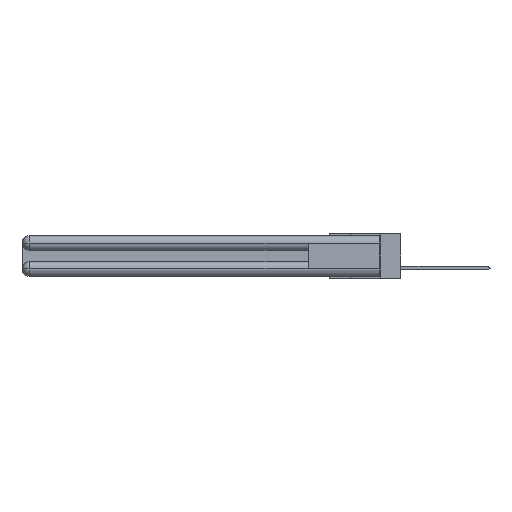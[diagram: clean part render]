
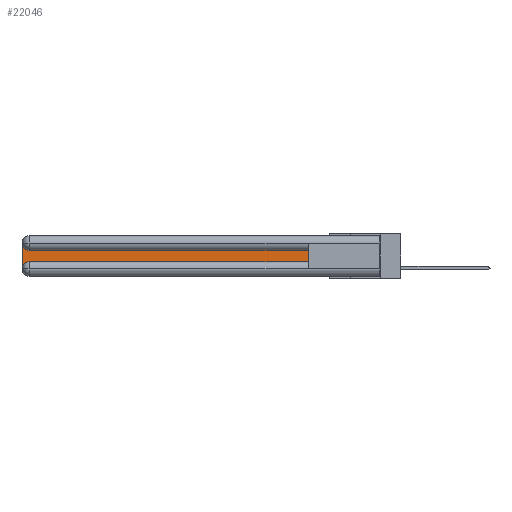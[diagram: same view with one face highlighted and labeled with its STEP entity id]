
A CAD part, left-side view. The second image highlights one B-rep face of the part: STEP entity #22046.
In plain terms, the highlighted planar face has unit normal (-1, 0, 0).
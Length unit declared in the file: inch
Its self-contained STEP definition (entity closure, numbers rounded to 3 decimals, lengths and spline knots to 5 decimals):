
#593 = ORIENTED_EDGE ( 'NONE', *, *, #14611, .T. ) ;
#881 = EDGE_CURVE ( 'NONE', #30190, #22974, #12639, .T. ) ;
#1050 = DIRECTION ( 'NONE',  ( 1., 0., 0. ) ) ;
#2060 = EDGE_CURVE ( 'NONE', #13134, #27215, #34184, .T. ) ;
#2203 = VERTEX_POINT ( 'NONE', #19421 ) ;
#2391 = DIRECTION ( 'NONE',  ( 0., 0., -1. ) ) ;
#2490 = DIRECTION ( 'NONE',  ( 0., 0., -1. ) ) ;
#3241 = EDGE_LOOP ( 'NONE', ( #5227, #22381, #31899, #17426, #29784, #593 ) ) ;
#3450 = AXIS2_PLACEMENT_3D ( 'NONE', #34350, #32127, #2391 ) ;
#4709 = CARTESIAN_POINT ( 'NONE',  ( 0.075, 3., -0.1225 ) ) ;
#5227 = ORIENTED_EDGE ( 'NONE', *, *, #12220, .T. ) ;
#5906 = CARTESIAN_POINT ( 'NONE',  ( 0.075, 0.6, -0.2175 ) ) ;
#6217 = CIRCLE ( 'NONE', #3450, 0.06 ) ;
#6855 = VECTOR ( 'NONE', #20869, 39.37008 ) ;
#7608 = DIRECTION ( 'NONE',  ( 1., 0., 0. ) ) ;
#8513 = LINE ( 'NONE', #34014, #19702 ) ;
#8626 = AXIS2_PLACEMENT_3D ( 'NONE', #4709, #7608, #2490 ) ;
#9789 = DIRECTION ( 'NONE',  ( 0., 0., -1. ) ) ;
#10358 = PLANE ( 'NONE',  #8626 ) ;
#12220 = EDGE_CURVE ( 'NONE', #12958, #30190, #17080, .T. ) ;
#12639 = CIRCLE ( 'NONE', #26678, 0.06 ) ;
#12958 = VERTEX_POINT ( 'NONE', #16805 ) ;
#13134 = VERTEX_POINT ( 'NONE', #28398 ) ;
#14611 = EDGE_CURVE ( 'NONE', #27215, #12958, #8513, .T. ) ;
#15976 = CARTESIAN_POINT ( 'NONE',  ( 0.075, 3., -0.0625 ) ) ;
#16805 = CARTESIAN_POINT ( 'NONE',  ( 0.075, 0.6, -0.1225 ) ) ;
#16819 = LINE ( 'NONE', #23762, #6855 ) ;
#17080 = LINE ( 'NONE', #27253, #22844 ) ;
#17426 = ORIENTED_EDGE ( 'NONE', *, *, #30266, .T. ) ;
#19110 = DIRECTION ( 'NONE',  ( 0., 1., 0. ) ) ;
#19421 = CARTESIAN_POINT ( 'NONE',  ( 0.075, 3., -0.2775 ) ) ;
#19702 = VECTOR ( 'NONE', #23402, 39.37008 ) ;
#20739 = CARTESIAN_POINT ( 'NONE',  ( 0.075, 2.94, -0.1225 ) ) ;
#20869 = DIRECTION ( 'NONE',  ( 0., 0., -1. ) ) ;
#22046 = ADVANCED_FACE ( 'NONE', ( #32831 ), #10358, .F. ) ;
#22381 = ORIENTED_EDGE ( 'NONE', *, *, #881, .T. ) ;
#22844 = VECTOR ( 'NONE', #19110, 39.37008 ) ;
#22974 = VERTEX_POINT ( 'NONE', #15976 ) ;
#23402 = DIRECTION ( 'NONE',  ( 0., 0., 1. ) ) ;
#23742 = VECTOR ( 'NONE', #32400, 39.37008 ) ;
#23762 = CARTESIAN_POINT ( 'NONE',  ( 0.075, 3., -0.2175 ) ) ;
#24488 = CARTESIAN_POINT ( 'NONE',  ( 0.075, 2.94, -0.0625 ) ) ;
#25257 = EDGE_CURVE ( 'NONE', #22974, #2203, #16819, .T. ) ;
#26678 = AXIS2_PLACEMENT_3D ( 'NONE', #24488, #1050, #9789 ) ;
#27215 = VERTEX_POINT ( 'NONE', #27521 ) ;
#27253 = CARTESIAN_POINT ( 'NONE',  ( 0.075, 0.6, -0.1225 ) ) ;
#27521 = CARTESIAN_POINT ( 'NONE',  ( 0.075, 0.6, -0.2175 ) ) ;
#28398 = CARTESIAN_POINT ( 'NONE',  ( 0.075, 2.94, -0.2175 ) ) ;
#29784 = ORIENTED_EDGE ( 'NONE', *, *, #2060, .T. ) ;
#30190 = VERTEX_POINT ( 'NONE', #20739 ) ;
#30266 = EDGE_CURVE ( 'NONE', #2203, #13134, #6217, .T. ) ;
#31899 = ORIENTED_EDGE ( 'NONE', *, *, #25257, .T. ) ;
#32127 = DIRECTION ( 'NONE',  ( 1., 0., 0. ) ) ;
#32400 = DIRECTION ( 'NONE',  ( 0., -1., 0. ) ) ;
#32831 = FACE_OUTER_BOUND ( 'NONE', #3241, .T. ) ;
#34014 = CARTESIAN_POINT ( 'NONE',  ( 0.075, 0.6, -0.2175 ) ) ;
#34184 = LINE ( 'NONE', #5906, #23742 ) ;
#34350 = CARTESIAN_POINT ( 'NONE',  ( 0.075, 2.94, -0.2775 ) ) ;
